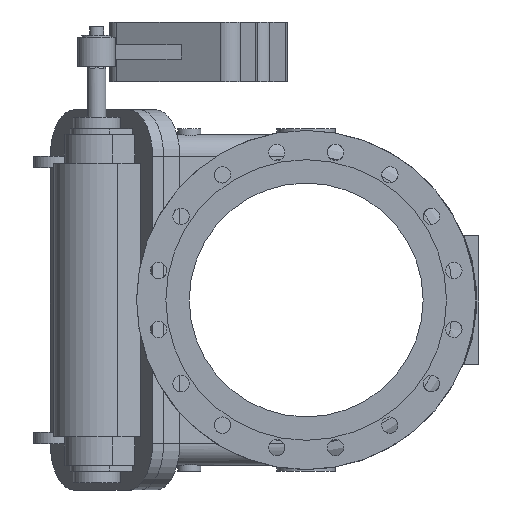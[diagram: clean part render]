
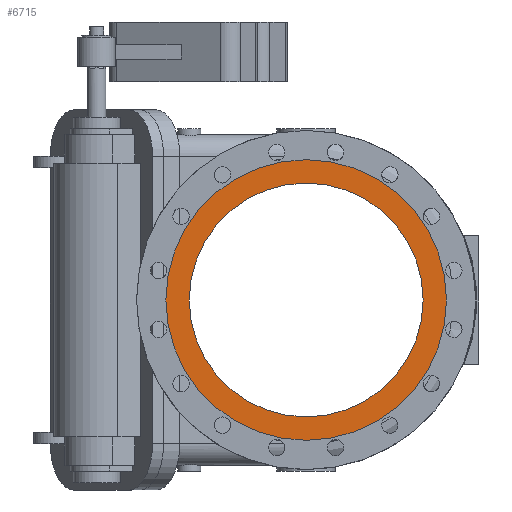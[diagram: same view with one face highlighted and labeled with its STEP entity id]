
A CAD part, left-side view. The second image highlights one B-rep face of the part: STEP entity #6715.
In plain terms, the highlighted planar face has unit normal (-1, 0, 0).
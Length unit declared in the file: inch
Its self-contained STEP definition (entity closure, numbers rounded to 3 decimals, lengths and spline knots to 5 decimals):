
#1015 = PLANE ( 'NONE',  #1471 ) ;
#1017 = CARTESIAN_POINT ( 'NONE',  ( -35.98425, 0., 0. ) ) ;
#1021 = DIRECTION ( 'NONE',  ( 1., 0., 0. ) ) ;
#1022 = DIRECTION ( 'NONE',  ( 0., 0., -1. ) ) ;
#1471 = AXIS2_PLACEMENT_3D ( 'NONE', #1017, #1021, #1022 ) ;
#5243 = CIRCLE ( 'NONE', #23058, 7.87402 ) ;
#5253 = CIRCLE ( 'NONE', #23064, 9.44882 ) ;
#5393 = VERTEX_POINT ( 'NONE', #6496 ) ;
#5399 = VERTEX_POINT ( 'NONE', #6502 ) ;
#5498 = CARTESIAN_POINT ( 'NONE',  ( -35.98425, 0., 0. ) ) ;
#5499 = DIRECTION ( 'NONE',  ( -1., 0., 0. ) ) ;
#5500 = DIRECTION ( 'NONE',  ( 0., 0., 1. ) ) ;
#5520 = CARTESIAN_POINT ( 'NONE',  ( -35.98425, 0., 0. ) ) ;
#5521 = DIRECTION ( 'NONE',  ( -1., 0., 0. ) ) ;
#5522 = DIRECTION ( 'NONE',  ( 0., 0., 1. ) ) ;
#6496 = CARTESIAN_POINT ( 'NONE',  ( -35.98425, 0., 7.87402 ) ) ;
#6502 = CARTESIAN_POINT ( 'NONE',  ( -35.98425, 0., 9.44882 ) ) ;
#6715 = ADVANCED_FACE ( 'NONE', ( #9879, #9883 ), #1015, .F. ) ;
#8384 = EDGE_CURVE ( 'NONE', #5393, #5393, #5243, .T. ) ;
#8392 = EDGE_CURVE ( 'NONE', #5399, #5399, #5253, .T. ) ;
#8936 = EDGE_LOOP ( 'NONE', ( #10370 ) ) ;
#8947 = EDGE_LOOP ( 'NONE', ( #10313 ) ) ;
#9879 = FACE_OUTER_BOUND ( 'NONE', #8936, .T. ) ;
#9883 = FACE_BOUND ( 'NONE', #8947, .T. ) ;
#10313 = ORIENTED_EDGE ( 'NONE', *, *, #8384, .F. ) ;
#10370 = ORIENTED_EDGE ( 'NONE', *, *, #8392, .T. ) ;
#23058 = AXIS2_PLACEMENT_3D ( 'NONE', #5498, #5499, #5500 ) ;
#23064 = AXIS2_PLACEMENT_3D ( 'NONE', #5520, #5521, #5522 ) ;
